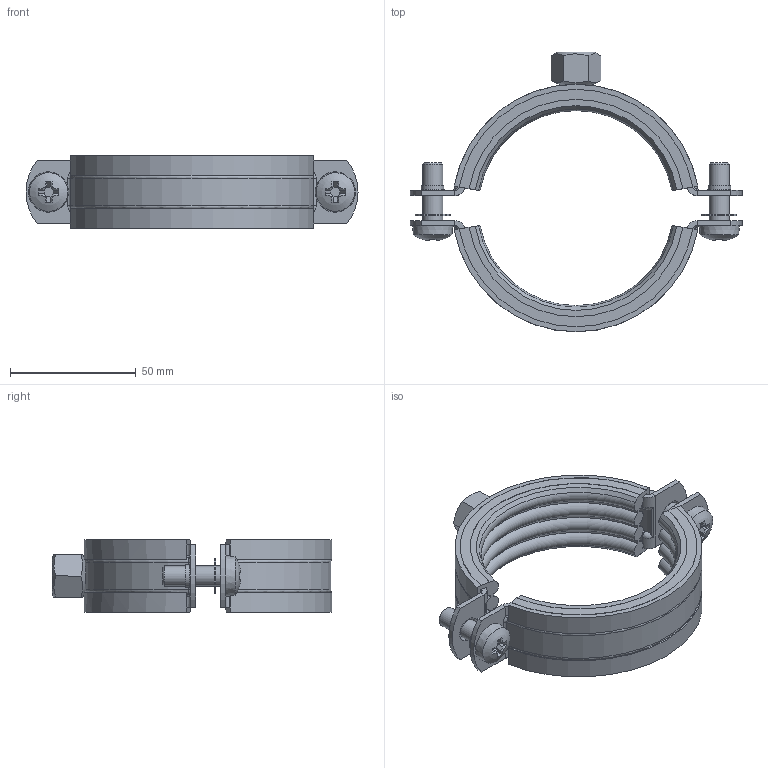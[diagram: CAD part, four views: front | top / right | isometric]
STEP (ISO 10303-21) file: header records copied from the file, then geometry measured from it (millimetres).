
FILE_DESCRIPTION((''),'2;1');
FILE_NAME('127252.stp','2011-01-19T10:32:41',('DMK009'),(''),'Autodesk Inventor 2011','Autodesk Inventor 2011','');
FILE_SCHEMA(('AUTOMOTIVE_DESIGN { 1 0 10303 214 1 1 1 1 }'));
Length unit declared in the file: millimetre
Products named in the file (1): 127255
Bounding box: 132 x 111.2 x 28.95 mm (x, y, z)
Volume: 65727.4 mm3; surface area: 49626 mm2
Topology: 1 solids, 1 shells, 289 faces, 795 edges, 503 vertices
Faces by surface type: plane 107, cylinder 84, torus 42, cone 37, bspline 16, sphere 3
Full cylindrical faces by diameter (mm): 7.375 x2, 8 x6, 8.5 x2, 8.647 x1, 9 x2, 14 x2
Entity records: 9733 total; most frequent: CARTESIAN_POINT 2417, DIRECTION 1536, ORIENTED_EDGE 1500, EDGE_CURVE 750, AXIS2_PLACEMENT_3D 630, VERTEX_POINT 490, CIRCLE 348, EDGE_LOOP 342
